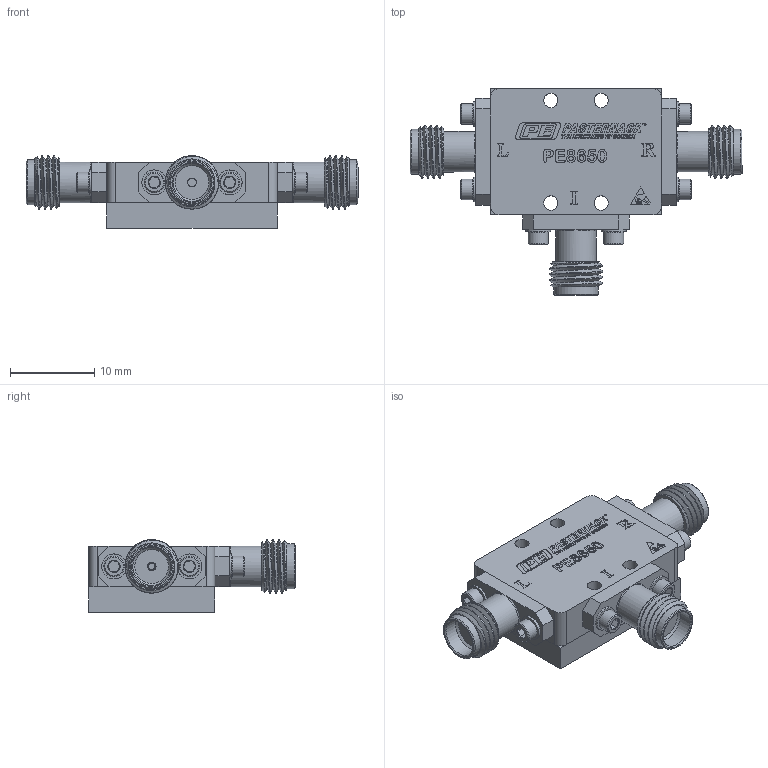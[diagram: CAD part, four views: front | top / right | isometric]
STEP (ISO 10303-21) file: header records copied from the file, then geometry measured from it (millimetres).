
FILE_DESCRIPTION (( 'STEP AP203' ), '1' );
FILE_NAME ('PE8650.step', '2020-03-05T17:17:23', ( '' ), ( '' ), 'SwSTEP 2.0', 'SolidWorks 2018', '' );
FILE_SCHEMA (( 'CONFIG_CONTROL_DESIGN' ));
Length unit declared in the file: inch
Products named in the file (1): PE8650
Bounding box: 39.47 x 24.56 x 8.64 mm (x, y, z)
Volume: 3067.2 mm3; surface area: 2448.8 mm2
Topology: 1 solids, 10 shells, 1081 faces, 2788 edges, 1816 vertices
Faces by surface type: plane 600, bspline 263, cylinder 147, cone 65, torus 6
Full cylindrical faces by diameter (mm): 0.235 x1, 0.241 x1, 0.762 x2, 1.016 x3, 1.27 x3, 1.524 x18, 1.702 x4, 1.854 x6, 2.438 x6, 2.54 x3, 2.946 x6, 4.521 x3, 4.826 x3, 5.334 x3
Entity records: 48491 total; most frequent: CARTESIAN_POINT 24842, ORIENTED_EDGE 5222, DIRECTION 3965, EDGE_CURVE 2611, VERTEX_POINT 1742, VECTOR 1663, LINE 1663, EDGE_LOOP 1263
